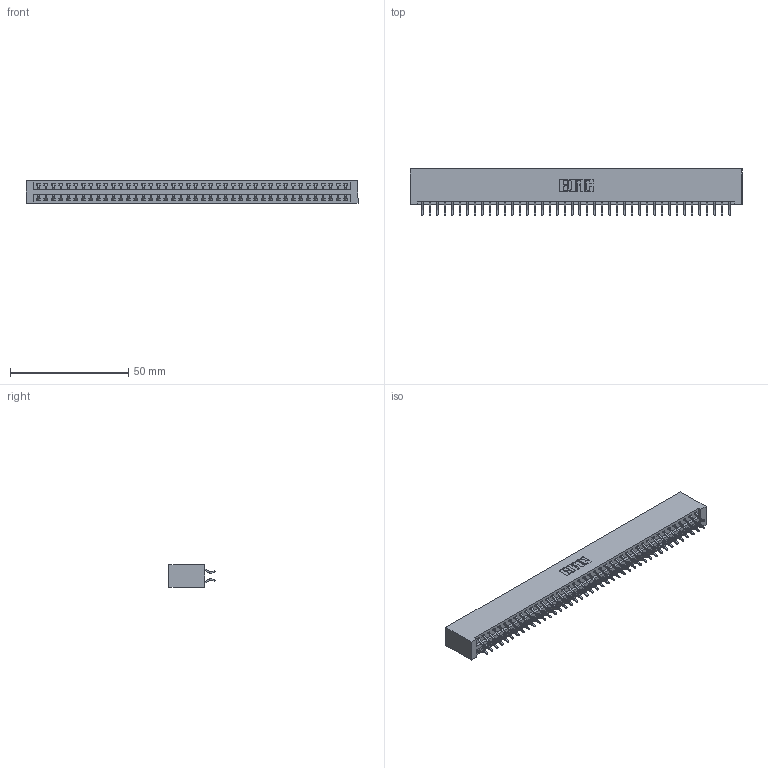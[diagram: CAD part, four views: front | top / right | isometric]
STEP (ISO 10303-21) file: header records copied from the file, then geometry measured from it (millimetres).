
FILE_DESCRIPTION (( 'STEP AP203' ), '1' );
FILE_NAME ('346-084-556-201.STEP', '2018-08-29T11:54:03', ( '' ), ( '' ), 'SwSTEP 2.0', 'SolidWorks 2016', '' );
FILE_SCHEMA (( 'CONFIG_CONTROL_DESIGN' ));
Length unit declared in the file: inch
Products named in the file (3): 346 Part_No Mounting Lugs; 345-292-001_556 Tail; 346-084-556-201
Assembly tree (85 placements, depth 2):
  346-084-556-201
    346 Part_No Mounting Lugs
    345-292-001_556 Tail  x84
Bounding box: 140.59 x 19.57 x 9.4 mm (x, y, z)
Volume: 14279.1 mm3; surface area: 19712.8 mm2
Topology: 85 solids, 85 shells, 4986 faces, 14837 edges, 9778 vertices
Faces by surface type: plane 3348, cylinder 1638
Entity records: 27353 total; most frequent: CARTESIAN_POINT 4520, ORIENTED_EDGE 4442, DIRECTION 4017, EDGE_CURVE 2221, VECTOR 1921, LINE 1921, VERTEX_POINT 1478, AXIS2_PLACEMENT_3D 1048
